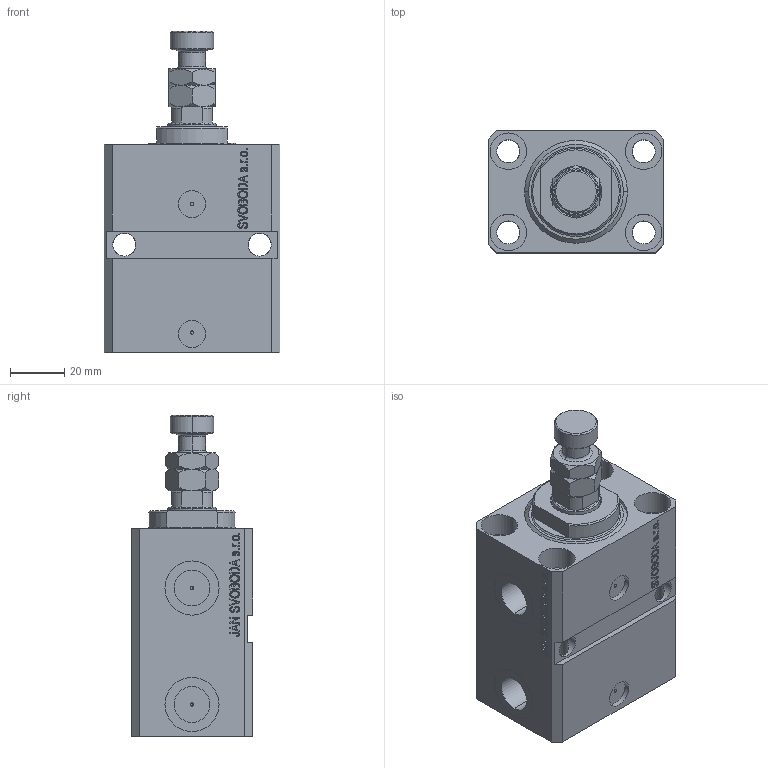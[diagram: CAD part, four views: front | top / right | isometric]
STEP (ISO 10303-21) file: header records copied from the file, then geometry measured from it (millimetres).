
FILE_DESCRIPTION (( 'STEP AP203' ), '1' );
FILE_NAME ('faec.STEP', '2022-04-09T15:53:39', ( '' ), ( '' ), 'SwSTEP 2.0', 'SolidWorks 2019', '' );
FILE_SCHEMA (( 'CONFIG_CONTROL_DESIGN' ));
Length unit declared in the file: millimetre
Products named in the file (5): faec; MFA fa7de2dbb2122f9626c10a233f0e3843; V250CE_E_Body fa7de2dbb2122f9626c10a233f0e3843; V250CE_C_VCP fa7de2dbb2122f9626c10a233f0e3843; V250CE_VC_E fa7de2dbb2122f9626c10a233f0e3843
Assembly tree (4 placements, depth 2):
  faec
    V250CE_E_Body fa7de2dbb2122f9626c10a233f0e3843
    V250CE_C_VCP fa7de2dbb2122f9626c10a233f0e3843
    V250CE_VC_E fa7de2dbb2122f9626c10a233f0e3843
    MFA fa7de2dbb2122f9626c10a233f0e3843
Bounding box: 65 x 45 x 118.9 mm (x, y, z)
Volume: 197130.5 mm3; surface area: 56428.8 mm2
Topology: 4 solids, 4 shells, 949 faces, 2415 edges, 1574 vertices
Faces by surface type: plane 451, bspline 360, cylinder 88, cone 40, torus 10
Entity records: 46078 total; most frequent: CARTESIAN_POINT 25096, ORIENTED_EDGE 4826, DIRECTION 2993, EDGE_CURVE 2413, VERTEX_POINT 1574, VECTOR 1415, LINE 1415, EDGE_LOOP 1081
